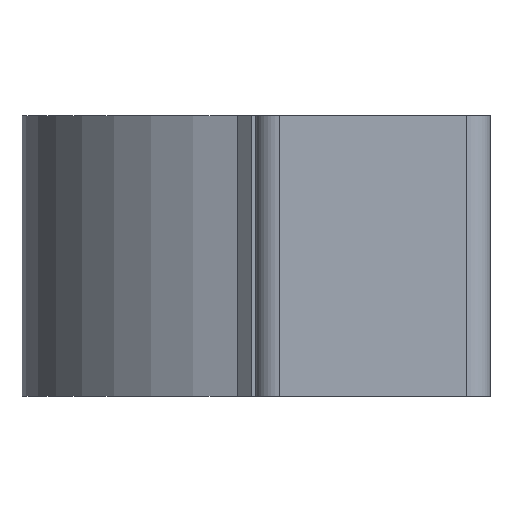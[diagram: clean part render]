
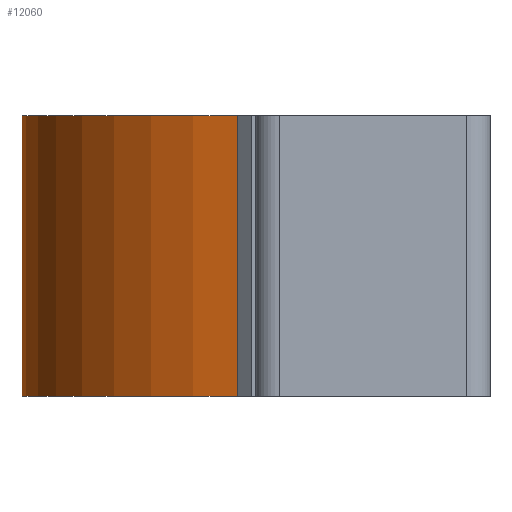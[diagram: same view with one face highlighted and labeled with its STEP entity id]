
A CAD part, left-side view. The second image highlights one B-rep face of the part: STEP entity #12060.
In plain terms, the highlighted cylindrical face has radius 0.6 mm (diameter 1.2 mm), a partial arc.
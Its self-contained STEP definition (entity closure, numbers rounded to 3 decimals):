
#8900=CARTESIAN_POINT('',(0.17,0.49,0.));
#8910=VERTEX_POINT('',#8900);
#8940=CARTESIAN_POINT('',(0.753,0.35,0.));
#8950=DIRECTION('',(0.,0.,-1.));
#8960=DIRECTION('',(-1.,0.,0.));
#8970=AXIS2_PLACEMENT_3D('',#8940,#8950,#8960);
#8980=CIRCLE('',#8970,0.6);
#8990=CARTESIAN_POINT('',(0.753,0.95,0.));
#9000=VERTEX_POINT('',#8990);
#9010=EDGE_CURVE('',#8910,#9000,#8980,.T.);
#9800=CARTESIAN_POINT('',(0.753,0.95,-0.6));
#9810=VERTEX_POINT('',#9800);
#9840=CARTESIAN_POINT('',(0.753,0.35,-0.6));
#9850=DIRECTION('',(0.,0.,-1.));
#9860=DIRECTION('',(-1.,0.,0.));
#9870=AXIS2_PLACEMENT_3D('',#9840,#9850,#9860);
#9880=CIRCLE('',#9870,0.6);
#9890=CARTESIAN_POINT('',(0.17,0.49,-0.6));
#9900=VERTEX_POINT('',#9890);
#9910=EDGE_CURVE('',#9900,#9810,#9880,.T.);
#11730=CARTESIAN_POINT('',(0.17,0.49,0.));
#11740=DIRECTION('',(0.,0.,-1.));
#11750=VECTOR('',#11740,1.);
#11760=LINE('',#11730,#11750);
#11770=EDGE_CURVE('',#8910,#9900,#11760,.T.);
#11900=CARTESIAN_POINT('',(0.753,0.35,0.));
#11910=DIRECTION('',(0.,0.,-1.));
#11920=DIRECTION('',(-1.,0.,0.));
#11930=AXIS2_PLACEMENT_3D('',#11900,#11910,#11920);
#11940=CYLINDRICAL_SURFACE('',#11930,0.6);
#11950=ORIENTED_EDGE('',*,*,#11770,.F.);
#11960=ORIENTED_EDGE('',*,*,#9910,.F.);
#11970=CARTESIAN_POINT('',(0.753,0.95,0.));
#11980=DIRECTION('',(0.,0.,-1.));
#11990=VECTOR('',#11980,1.);
#12000=LINE('',#11970,#11990);
#12010=EDGE_CURVE('',#9000,#9810,#12000,.T.);
#12020=ORIENTED_EDGE('',*,*,#12010,.T.);
#12030=ORIENTED_EDGE('',*,*,#9010,.T.);
#12040=EDGE_LOOP('',(#12030,#12020,#11960,#11950));
#12050=FACE_OUTER_BOUND('',#12040,.T.);
#12060=ADVANCED_FACE('',(#12050),#11940,.T.);
